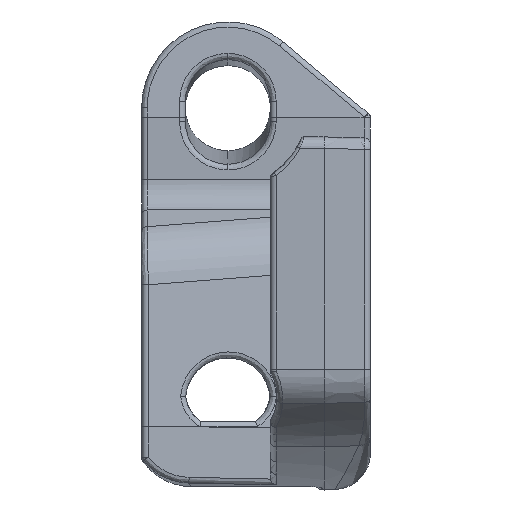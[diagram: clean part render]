
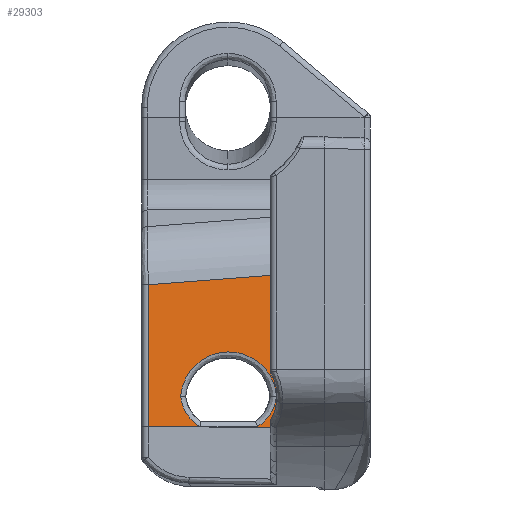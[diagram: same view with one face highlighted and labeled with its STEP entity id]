
A CAD part, left-side view. The second image highlights one B-rep face of the part: STEP entity #29303.
In plain terms, the highlighted planar face has unit normal (-0.989, -0.139, 0.052).
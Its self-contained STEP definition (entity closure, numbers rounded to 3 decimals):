
#2376=CARTESIAN_POINT('',(-19.21,-4.238,
-12.36));
#2377=CARTESIAN_POINT('',(-19.203,-4.226,
-12.201));
#2378=CARTESIAN_POINT('',(-19.193,-4.184,
-11.887));
#2379=CARTESIAN_POINT('',(-19.185,-4.067,
-11.422));
#2380=CARTESIAN_POINT('',(-19.185,-3.899,
-10.975));
#2381=CARTESIAN_POINT('',(-19.193,-3.68,
-10.549));
#2382=CARTESIAN_POINT('',(-19.21,-3.414,
-10.152));
#2383=CARTESIAN_POINT('',(-19.234,-3.104,
-9.786));
#2384=CARTESIAN_POINT('',(-19.267,-2.754,
-9.458));
#2385=CARTESIAN_POINT('',(-19.306,-2.368,
-9.172));
#2386=CARTESIAN_POINT('',(-19.352,-1.952,
-8.931));
#2387=CARTESIAN_POINT('',(-19.404,-1.51,
-8.74));
#2388=CARTESIAN_POINT('',(-19.462,-1.048,
-8.601));
#2389=CARTESIAN_POINT('',(-19.524,-0.572,
-8.515));
#2390=CARTESIAN_POINT('',(-19.591,-0.089,
-8.485));
#2391=CARTESIAN_POINT('',(-19.66,0.395,
-8.511));
#2392=CARTESIAN_POINT('',(-19.732,0.873,
-8.592));
#2393=CARTESIAN_POINT('',(-19.804,1.338,
-8.728));
#2394=CARTESIAN_POINT('',(-19.877,1.785,
-8.918));
#2395=CARTESIAN_POINT('',(-19.949,2.207,
-9.157));
#2396=CARTESIAN_POINT('',(-20.019,2.598,
-9.443));
#2397=CARTESIAN_POINT('',(-20.086,2.952,
-9.773));
#2398=CARTESIAN_POINT('',(-20.15,3.267,
-10.14));
#2399=CARTESIAN_POINT('',(-20.208,3.536,
-10.541));
#2400=CARTESIAN_POINT('',(-20.262,3.757,
-10.969));
#2401=CARTESIAN_POINT('',(-20.31,3.927,
-11.419));
#2402=CARTESIAN_POINT('',(-20.351,4.045,
-11.886));
#2403=CARTESIAN_POINT('',(-20.373,4.087,
-12.201));
#2404=CARTESIAN_POINT('',(-20.383,4.099,
-12.36));
#2457=DIRECTION('',(0.139,-0.99,0.));
#2458=VECTOR('',#2457,5.061);
#2459=CARTESIAN_POINT('',(-20.287,2.436,
-14.994));
#2460=LINE('',#2459,#2458);
#2464=CARTESIAN_POINT('',(-19.582,-2.575,
-14.994));
#2465=CARTESIAN_POINT('',(-19.564,-2.676,
-14.933));
#2466=CARTESIAN_POINT('',(-19.53,-2.869,
-14.801));
#2467=CARTESIAN_POINT('',(-19.481,-3.139,
-14.576));
#2468=CARTESIAN_POINT('',(-19.433,-3.385,
-14.324));
#2469=CARTESIAN_POINT('',(-19.387,-3.604,
-14.049));
#2470=CARTESIAN_POINT('',(-19.345,-3.794,
-13.754));
#2471=CARTESIAN_POINT('',(-19.307,-3.953,
-13.443));
#2472=CARTESIAN_POINT('',(-19.271,-4.084,
-13.11));
#2473=CARTESIAN_POINT('',(-19.237,-4.184,
-12.742));
#2474=CARTESIAN_POINT('',(-19.218,-4.225,
-12.49));
#2475=CARTESIAN_POINT('',(-19.21,-4.238,
-12.36));
#2480=CARTESIAN_POINT('',(-20.383,4.099,
-12.36));
#2481=CARTESIAN_POINT('',(-20.387,4.087,
-12.476));
#2482=CARTESIAN_POINT('',(-20.394,4.052,
-12.704));
#2483=CARTESIAN_POINT('',(-20.4,3.965,
-13.043));
#2484=CARTESIAN_POINT('',(-20.4,3.845,
-13.372));
#2485=CARTESIAN_POINT('',(-20.395,3.691,
-13.689));
#2486=CARTESIAN_POINT('',(-20.385,3.508,
-13.986));
#2487=CARTESIAN_POINT('',(-20.37,3.296,
-14.266));
#2488=CARTESIAN_POINT('',(-20.349,3.047,
-14.532));
#2489=CARTESIAN_POINT('',(-20.321,2.757,
-14.782));
#2490=CARTESIAN_POINT('',(-20.299,2.547,
-14.927));
#2491=CARTESIAN_POINT('',(-20.287,2.436,
-14.994));
#2496=DIRECTION('',(0.052,0.,0.999));
#2497=VECTOR('',#2496,12.368);
#2498=CARTESIAN_POINT('',(-20.92,6.93,
-15.002));
#2499=LINE('',#2498,#2497);
#2503=DIRECTION('',(-0.143,0.987,-0.076));
#2504=VECTOR('',#2503,10.772);
#2505=CARTESIAN_POINT('',(-18.734,-3.7,-1.837));
#2506=LINE('',#2505,#2504);
#2510=DIRECTION('',(0.052,0.,0.999));
#2511=VECTOR('',#2510,8.43);
#2512=CARTESIAN_POINT('',(-19.175,-3.7,-10.256));
#2513=LINE('',#2512,#2511);
#2517=CARTESIAN_POINT('',(-19.175,-3.7,-10.256));
#2518=CARTESIAN_POINT('',(-19.165,-3.904,
-10.611));
#2519=CARTESIAN_POINT('',(-19.163,-4.18,
-11.32));
#2520=CARTESIAN_POINT('',(-19.201,-4.309,
-12.383));
#2521=CARTESIAN_POINT('',(-19.275,-4.178,
-13.444));
#2522=CARTESIAN_POINT('',(-19.351,-3.902,
-14.15));
#2523=CARTESIAN_POINT('',(-19.398,-3.7,-14.503));
#2528=DIRECTION('',(0.052,0.,0.999));
#2529=VECTOR('',#2528,0.539);
#2530=CARTESIAN_POINT('',(-19.426,-3.7,-15.041));
#2531=LINE('',#2530,#2529);
#2566=DIRECTION('',(-0.139,0.99,0.004));
#2567=VECTOR('',#2566,10.735);
#2568=CARTESIAN_POINT('',(-19.426,-3.7,-15.041));
#2569=LINE('',#2568,#2567);
#9018=CARTESIAN_POINT('',(-18.734,-3.7,-1.837));
#25453=VERTEX_POINT('',#2517);
#25454=VERTEX_POINT('',#2523);
#25951=VERTEX_POINT('',#9018);
#25953=CARTESIAN_POINT('',(-19.426,-3.7,-15.041));
#25954=VERTEX_POINT('',#25953);
#25959=CARTESIAN_POINT('',(-20.92,6.93,
-15.002));
#25960=CARTESIAN_POINT('',(-20.273,6.93,
-2.651));
#25961=VERTEX_POINT('',#25959);
#25962=VERTEX_POINT('',#25960);
#25977=CARTESIAN_POINT('',(-20.287,2.436,
-14.994));
#25978=CARTESIAN_POINT('',(-19.582,-2.575,
-14.994));
#25979=VERTEX_POINT('',#25977);
#25980=VERTEX_POINT('',#25978);
#25981=VERTEX_POINT('',#2475);
#25984=VERTEX_POINT('',#2480);
#29277=CARTESIAN_POINT('',(-20.163,7.5,0.977));
#29278=DIRECTION('',(0.989,0.139,-0.052));
#29279=DIRECTION('',(-0.052,0.,-0.999));
#29280=AXIS2_PLACEMENT_3D('',#29277,#29278,#29279);
#29281=PLANE('',#29280);
#29283=ORIENTED_EDGE('',*,*,#29282,.T.);
#29285=ORIENTED_EDGE('',*,*,#29284,.F.);
#29287=ORIENTED_EDGE('',*,*,#29286,.F.);
#29289=ORIENTED_EDGE('',*,*,#29288,.T.);
#29291=ORIENTED_EDGE('',*,*,#29290,.F.);
#29293=ORIENTED_EDGE('',*,*,#29292,.T.);
#29294=EDGE_LOOP('',(#29283,#29285,#29287,#29289,#29291,#29293));
#29295=FACE_OUTER_BOUND('',#29294,.F.);
#29296=ORIENTED_EDGE('',*,*,#29090,.T.);
#29298=ORIENTED_EDGE('',*,*,#29297,.T.);
#29299=ORIENTED_EDGE('',*,*,#29266,.T.);
#29300=ORIENTED_EDGE('',*,*,#29074,.T.);
#29301=EDGE_LOOP('',(#29296,#29298,#29299,#29300));
#29302=FACE_BOUND('',#29301,.F.);
#2405=B_SPLINE_CURVE_WITH_KNOTS('',3,(#2376,#2377,#2378,#2379,#2380,#2381,#2382,
#2383,#2384,#2385,#2386,#2387,#2388,#2389,#2390,#2391,#2392,#2393,#2394,#2395,
#2396,#2397,#2398,#2399,#2400,#2401,#2402,#2403,#2404),.UNSPECIFIED.,.F.,.F.,(4,
1,1,1,1,1,1,1,1,1,1,1,1,1,1,1,1,1,1,1,1,1,1,1,1,1,4),(0.,0.038,
0.077,0.115,0.154,0.192,
0.231,0.269,0.308,0.346,
0.385,0.423,0.462,0.5,0.538,
0.577,0.615,0.654,0.692,
0.731,0.769,0.808,0.846,
0.885,0.923,0.962,1.),.UNSPECIFIED.);
#2476=B_SPLINE_CURVE_WITH_KNOTS('',3,(#2464,#2465,#2466,#2467,#2468,#2469,#2470,
#2471,#2472,#2473,#2474,#2475),.UNSPECIFIED.,.F.,.F.,(4,1,1,1,1,1,1,1,1,4),
(0.,0.111,0.222,0.333,0.444,
0.556,0.667,0.778,0.889,1.),
.UNSPECIFIED.);
#2492=B_SPLINE_CURVE_WITH_KNOTS('',3,(#2480,#2481,#2482,#2483,#2484,#2485,#2486,
#2487,#2488,#2489,#2490,#2491),.UNSPECIFIED.,.F.,.F.,(4,1,1,1,1,1,1,1,1,4),
(0.,0.111,0.222,0.333,0.444,
0.556,0.667,0.778,0.889,1.),
.UNSPECIFIED.);
#2524=B_SPLINE_CURVE_WITH_KNOTS('',3,(#2517,#2518,#2519,#2520,#2521,#2522,
#2523),.UNSPECIFIED.,.F.,.F.,(4,1,1,1,4),(0.,0.25,0.5,0.75,1.),
.UNSPECIFIED.);
#29074=EDGE_CURVE('',#25984,#25979,#2492,.T.);
#29090=EDGE_CURVE('',#25979,#25980,#2460,.T.);
#29266=EDGE_CURVE('',#25981,#25984,#2405,.T.);
#29282=EDGE_CURVE('',#25961,#25962,#2499,.T.);
#29284=EDGE_CURVE('',#25951,#25962,#2506,.T.);
#29286=EDGE_CURVE('',#25453,#25951,#2513,.T.);
#29288=EDGE_CURVE('',#25453,#25454,#2524,.T.);
#29290=EDGE_CURVE('',#25954,#25454,#2531,.T.);
#29292=EDGE_CURVE('',#25954,#25961,#2569,.T.);
#29297=EDGE_CURVE('',#25980,#25981,#2476,.T.);
#29303=ADVANCED_FACE('',(#29295,#29302),#29281,.F.);
